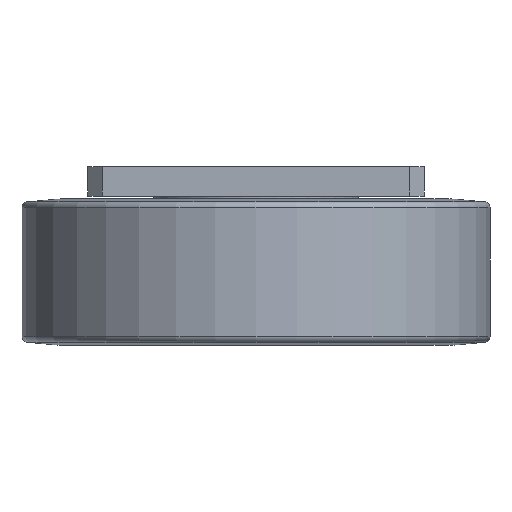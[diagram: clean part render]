
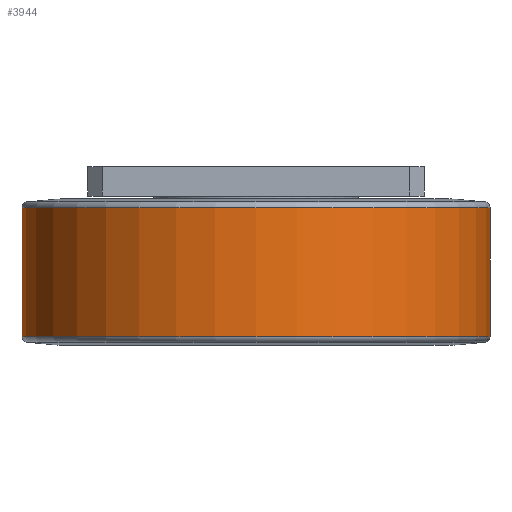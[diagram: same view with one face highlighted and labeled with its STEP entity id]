
A CAD part, front view. The second image highlights one B-rep face of the part: STEP entity #3944.
In plain terms, the highlighted cylindrical face has radius 80 mm (diameter 160 mm), a full revolution.
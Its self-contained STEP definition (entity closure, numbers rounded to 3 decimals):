
#72=CYLINDRICAL_SURFACE('',#4269,80.);
#359=LINE('',#6347,#705);
#705=VECTOR('',#5172,80.);
#966=FACE_OUTER_BOUND('',#1205,.T.);
#1205=EDGE_LOOP('',(#3077,#3078,#3079,#3080,#3081,#3082,#3083,#3084));
#1398=CIRCLE('',#4265,80.);
#1399=CIRCLE('',#4266,80.);
#1400=CIRCLE('',#4267,80.);
#1402=CIRCLE('',#4270,80.);
#1403=CIRCLE('',#4271,80.);
#1404=CIRCLE('',#4272,80.);
#1758=VERTEX_POINT('',#6337);
#1759=VERTEX_POINT('',#6339);
#1760=VERTEX_POINT('',#6341);
#1761=VERTEX_POINT('',#6346);
#1762=VERTEX_POINT('',#6348);
#1763=VERTEX_POINT('',#6350);
#2235=EDGE_CURVE('',#1758,#1759,#1398,.T.);
#2236=EDGE_CURVE('',#1759,#1760,#1399,.T.);
#2237=EDGE_CURVE('',#1760,#1758,#1400,.T.);
#2239=EDGE_CURVE('',#1759,#1761,#359,.T.);
#2240=EDGE_CURVE('',#1762,#1761,#1402,.T.);
#2241=EDGE_CURVE('',#1763,#1762,#1403,.T.);
#2242=EDGE_CURVE('',#1761,#1763,#1404,.T.);
#3077=ORIENTED_EDGE('',*,*,#2237,.F.);
#3078=ORIENTED_EDGE('',*,*,#2236,.F.);
#3079=ORIENTED_EDGE('',*,*,#2239,.T.);
#3080=ORIENTED_EDGE('',*,*,#2240,.F.);
#3081=ORIENTED_EDGE('',*,*,#2241,.F.);
#3082=ORIENTED_EDGE('',*,*,#2242,.F.);
#3083=ORIENTED_EDGE('',*,*,#2239,.F.);
#3084=ORIENTED_EDGE('',*,*,#2235,.F.);
#3944=ADVANCED_FACE('',(#966),#72,.T.);
#4265=AXIS2_PLACEMENT_3D('',#6340,#5162,#5163);
#4266=AXIS2_PLACEMENT_3D('',#6342,#5164,#5165);
#4267=AXIS2_PLACEMENT_3D('',#6343,#5166,#5167);
#4269=AXIS2_PLACEMENT_3D('',#6345,#5170,#5171);
#4270=AXIS2_PLACEMENT_3D('',#6349,#5173,#5174);
#4271=AXIS2_PLACEMENT_3D('',#6351,#5175,#5176);
#4272=AXIS2_PLACEMENT_3D('',#6352,#5177,#5178);
#5162=DIRECTION('center_axis',(0.,0.,-1.));
#5163=DIRECTION('ref_axis',(0.,-1.,0.));
#5164=DIRECTION('center_axis',(0.,0.,-1.));
#5165=DIRECTION('ref_axis',(0.,-1.,0.));
#5166=DIRECTION('center_axis',(0.,0.,-1.));
#5167=DIRECTION('ref_axis',(0.,-1.,0.));
#5170=DIRECTION('center_axis',(0.,0.,-1.));
#5171=DIRECTION('ref_axis',(0.,1.,0.));
#5172=DIRECTION('',(0.,0.,1.));
#5173=DIRECTION('center_axis',(0.,0.,1.));
#5174=DIRECTION('ref_axis',(0.,-1.,0.));
#5175=DIRECTION('center_axis',(0.,0.,1.));
#5176=DIRECTION('ref_axis',(0.,-1.,0.));
#5177=DIRECTION('center_axis',(0.,0.,1.));
#5178=DIRECTION('ref_axis',(0.,-1.,0.));
#6337=CARTESIAN_POINT('',(80.,0.,-22.23));
#6339=CARTESIAN_POINT('',(0.,-80.,-22.23));
#6340=CARTESIAN_POINT('Origin',(0.,0.,
-22.23));
#6341=CARTESIAN_POINT('',(0.,80.,-22.23));
#6342=CARTESIAN_POINT('Origin',(0.,0.,
-22.23));
#6343=CARTESIAN_POINT('Origin',(0.,0.,
-22.23));
#6345=CARTESIAN_POINT('Origin',(0.,0.,
-0.2));
#6346=CARTESIAN_POINT('',(0.,-80.,21.83));
#6347=CARTESIAN_POINT('',(0.,-80.,-0.2));
#6348=CARTESIAN_POINT('',(0.,80.,21.83));
#6349=CARTESIAN_POINT('Origin',(0.,0.,
21.83));
#6350=CARTESIAN_POINT('',(80.,0.,21.83));
#6351=CARTESIAN_POINT('Origin',(0.,0.,
21.83));
#6352=CARTESIAN_POINT('Origin',(0.,0.,
21.83));
